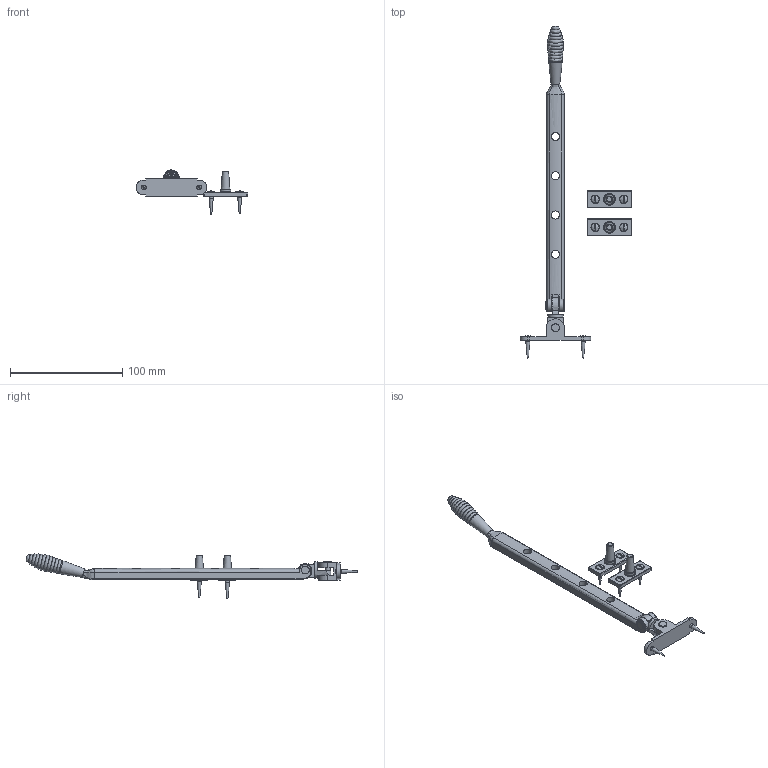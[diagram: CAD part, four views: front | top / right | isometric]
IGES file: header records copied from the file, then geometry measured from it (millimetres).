
Global section: file name: P4518-B; native system: Autodesk Inventor 2018; preprocessor: unknown; author: ashami; date: 20180911.124155; units: millimetre
Bounding box: 99.6 x 295.78 x 39.44 mm (x, y, z)
Volume: 36779.1 mm3; surface area: 24808.7 mm2
Topology: 13 solids, 13 shells, 271 faces, 715 edges, 474 vertices
Faces by surface type: bspline 271
